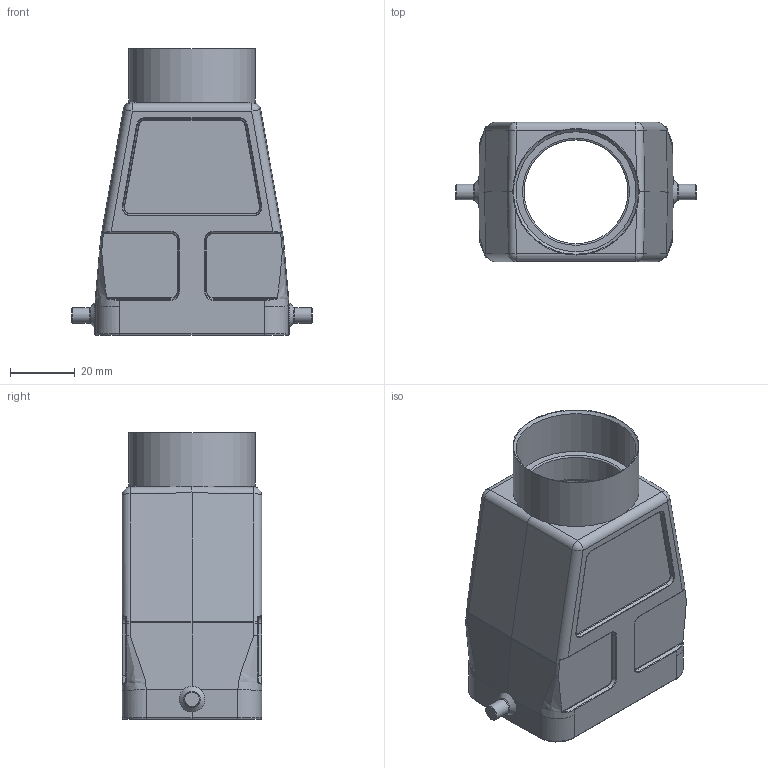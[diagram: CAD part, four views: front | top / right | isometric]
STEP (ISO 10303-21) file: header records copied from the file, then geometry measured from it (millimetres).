
FILE_DESCRIPTION(/* description */ (''),/* implementation_level */ '2;1');
FILE_NAME(/* name */ '100195489ugm000_c.stp',/* time_stamp */ '2018-03-07T11:30:40+01:00',/* author */ (''),/* organization */ (''),/* preprocessor_version */ 'ST-DEVELOPER v16',/* originating_system */ 'SIEMENS PLM Software NX 10.0',/* authorisation */ '');
FILE_SCHEMA (('AUTOMOTIVE_DESIGN { 1 0 10303 214 3 1 1 1 }'));
Length unit declared in the file: millimetre
Products named in the file (1): 100195489ugm000_c
Bounding box: 74.2 x 43 x 88.5 mm (x, y, z)
Volume: 50814.8 mm3; surface area: 32554.8 mm2
Topology: 1 solids, 1 shells, 461 faces, 1180 edges, 735 vertices
Faces by surface type: plane 163, cylinder 130, bspline 74, torus 50, cone 40, sphere 4
Full cylindrical faces by diameter (mm): 3 x4, 4.8 x2, 32 x1, 35 x1, 35.5 x1, 37 x1, 39 x1
Entity records: 17702 total; most frequent: CARTESIAN_POINT 6360, ORIENTED_EDGE 2138, DIRECTION 2094, EDGE_CURVE 1069, AXIS2_PLACEMENT_3D 796, VERTEX_POINT 668, EDGE_LOOP 521, LINE 502
